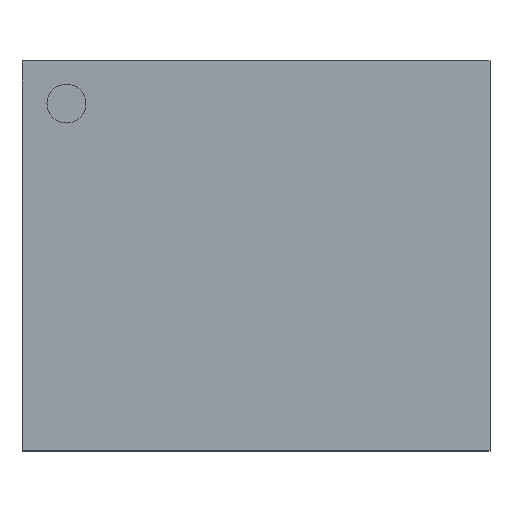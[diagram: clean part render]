
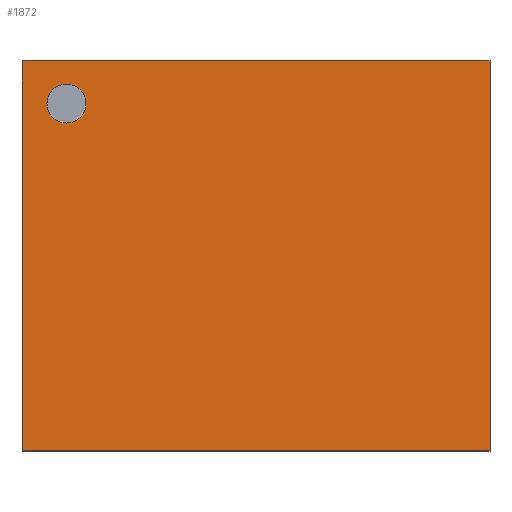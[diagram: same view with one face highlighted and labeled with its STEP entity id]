
A CAD part, top view. The second image highlights one B-rep face of the part: STEP entity #1872.
In plain terms, the highlighted planar face has unit normal (0, 0, 1).
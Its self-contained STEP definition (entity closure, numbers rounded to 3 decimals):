
#26 = FACE_BOUND ( 'NONE', #2070, .T. ) ;
#64 = CIRCLE ( 'NONE', #956, 0.249 ) ;
#66 = AXIS2_PLACEMENT_3D ( 'NONE', #1993, #517, #1807 ) ;
#101 = VERTEX_POINT ( 'NONE', #643 ) ;
#141 = DIRECTION ( 'NONE',  ( 0., 0., 1. ) ) ;
#160 = PLANE ( 'NONE',  #1834 ) ;
#171 = DIRECTION ( 'NONE',  ( 1., 0., 0. ) ) ;
#226 = LINE ( 'NONE', #969, #1136 ) ;
#318 = ORIENTED_EDGE ( 'NONE', *, *, #2371, .T. ) ;
#362 = CARTESIAN_POINT ( 'NONE',  ( 3., -2.5, 0.75 ) ) ;
#364 = ORIENTED_EDGE ( 'NONE', *, *, #1840, .F. ) ;
#417 = CARTESIAN_POINT ( 'NONE',  ( -2.68, 1.953, 0.75 ) ) ;
#513 = EDGE_CURVE ( 'NONE', #1820, #1430, #1627, .T. ) ;
#517 = DIRECTION ( 'NONE',  ( 0., 0., 1. ) ) ;
#527 = CARTESIAN_POINT ( 'NONE',  ( 0., 0., 0.75 ) ) ;
#552 = ORIENTED_EDGE ( 'NONE', *, *, #1013, .T. ) ;
#575 = DIRECTION ( 'NONE',  ( 0., 0., 1. ) ) ;
#590 = EDGE_CURVE ( 'NONE', #1430, #726, #2008, .T. ) ;
#643 = CARTESIAN_POINT ( 'NONE',  ( -3., 2.5, 0.75 ) ) ;
#707 = CARTESIAN_POINT ( 'NONE',  ( 3., -2.5, 0.75 ) ) ;
#726 = VERTEX_POINT ( 'NONE', #1885 ) ;
#755 = DIRECTION ( 'NONE',  ( 0., 1., 0. ) ) ;
#775 = FACE_OUTER_BOUND ( 'NONE', #811, .T. ) ;
#791 = VERTEX_POINT ( 'NONE', #1377 ) ;
#811 = EDGE_LOOP ( 'NONE', ( #318, #1628, #2378, #552 ) ) ;
#939 = CARTESIAN_POINT ( 'NONE',  ( -3., -2.5, 0.75 ) ) ;
#956 = AXIS2_PLACEMENT_3D ( 'NONE', #2224, #575, #2182 ) ;
#969 = CARTESIAN_POINT ( 'NONE',  ( -3., -2.5, 0.75 ) ) ;
#1013 = EDGE_CURVE ( 'NONE', #726, #101, #2173, .T. ) ;
#1053 = VECTOR ( 'NONE', #171, 1000. ) ;
#1098 = VERTEX_POINT ( 'NONE', #417 ) ;
#1136 = VECTOR ( 'NONE', #1343, 1000. ) ;
#1189 = ORIENTED_EDGE ( 'NONE', *, *, #1876, .F. ) ;
#1267 = DIRECTION ( 'NONE',  ( -1., 0., 0. ) ) ;
#1277 = VECTOR ( 'NONE', #755, 1000. ) ;
#1343 = DIRECTION ( 'NONE',  ( 0., -1., 0. ) ) ;
#1377 = CARTESIAN_POINT ( 'NONE',  ( -2.181, 1.953, 0.75 ) ) ;
#1430 = VERTEX_POINT ( 'NONE', #707 ) ;
#1457 = CARTESIAN_POINT ( 'NONE',  ( 3., 2.5, 0.75 ) ) ;
#1627 = LINE ( 'NONE', #1678, #1053 ) ;
#1628 = ORIENTED_EDGE ( 'NONE', *, *, #513, .T. ) ;
#1678 = CARTESIAN_POINT ( 'NONE',  ( 3., -2.5, 0.75 ) ) ;
#1761 = CIRCLE ( 'NONE', #66, 0.249 ) ;
#1807 = DIRECTION ( 'NONE',  ( 1., 0., 0. ) ) ;
#1820 = VERTEX_POINT ( 'NONE', #939 ) ;
#1834 = AXIS2_PLACEMENT_3D ( 'NONE', #527, #141, #2169 ) ;
#1840 = EDGE_CURVE ( 'NONE', #1098, #791, #64, .T. ) ;
#1872 = ADVANCED_FACE ( 'NONE', ( #26, #775 ), #160, .T. ) ;
#1876 = EDGE_CURVE ( 'NONE', #791, #1098, #1761, .T. ) ;
#1885 = CARTESIAN_POINT ( 'NONE',  ( 3., 2.5, 0.75 ) ) ;
#1993 = CARTESIAN_POINT ( 'NONE',  ( -2.43, 1.953, 0.75 ) ) ;
#2008 = LINE ( 'NONE', #362, #1277 ) ;
#2070 = EDGE_LOOP ( 'NONE', ( #1189, #364 ) ) ;
#2169 = DIRECTION ( 'NONE',  ( 1., 0., 0. ) ) ;
#2173 = LINE ( 'NONE', #1457, #2283 ) ;
#2182 = DIRECTION ( 'NONE',  ( 1., 0., 0. ) ) ;
#2224 = CARTESIAN_POINT ( 'NONE',  ( -2.43, 1.953, 0.75 ) ) ;
#2283 = VECTOR ( 'NONE', #1267, 1000. ) ;
#2371 = EDGE_CURVE ( 'NONE', #101, #1820, #226, .T. ) ;
#2378 = ORIENTED_EDGE ( 'NONE', *, *, #590, .T. ) ;
